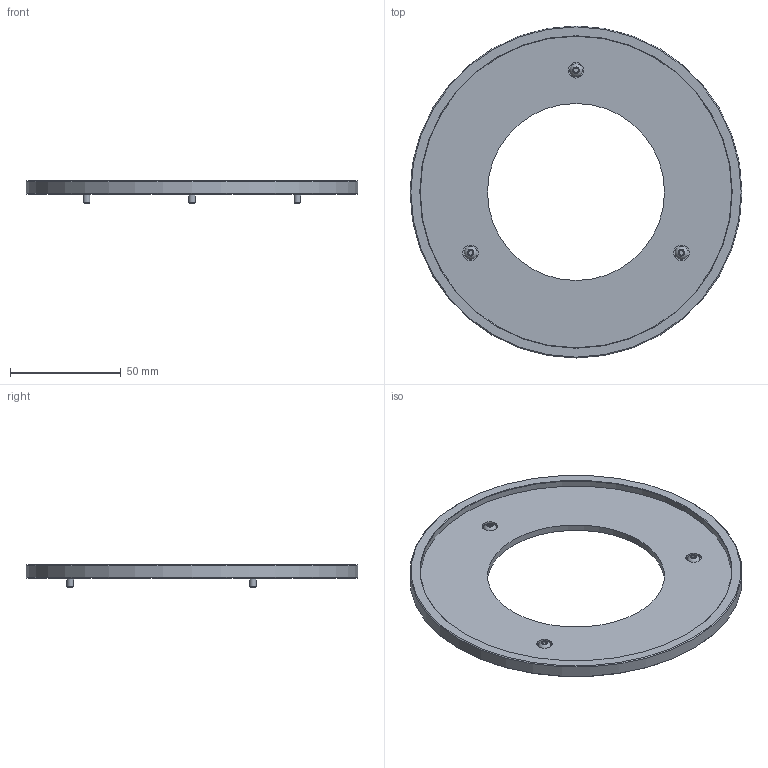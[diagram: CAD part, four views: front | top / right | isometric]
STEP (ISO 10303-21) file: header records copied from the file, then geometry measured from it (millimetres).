
FILE_DESCRIPTION(/* description */ (''),/* implementation_level */ '2;1');
FILE_NAME(/* name */ 'TurnTable_Standalone.step',/* time_stamp */ '2022-01-07T16:39:29-05:00',/* author */ (''),/* organization */ (''),/* preprocessor_version */ 'ST-DEVELOPER v18.1',/* originating_system */ 'Autodesk Translation Framework v10.10.0.1391',/* authorisation */ '');
FILE_SCHEMA (('AUTOMOTIVE_DESIGN { 1 0 10303 214 3 1 1 }'));
Length unit declared in the file: millimetre
Products named in the file (4): TurnTable_Standalone_Expo; TurnTable; TurnTable_Hardware; M3x6_BHCS
Assembly tree (5 placements, depth 3):
  TurnTable_Standalone_Expo
    TurnTable
    TurnTable_Hardware
      M3x6_BHCS  x3
Bounding box: 150 x 150 x 10 mm (x, y, z)
Volume: 44218 mm3; surface area: 30381 mm2
Topology: 4 solids, 4 shells, 78 faces, 135 edges, 78 vertices
Faces by surface type: plane 36, cone 24, cylinder 15, sphere 3
Full cylindrical faces by diameter (mm): 3 x3, 3.4 x3, 5.7 x3, 7 x3, 80 x1, 140.757 x1, 150 x1
Entity records: 1058 total; most frequent: DIRECTION 189, CARTESIAN_POINT 166, ORIENTED_EDGE 134, AXIS2_PLACEMENT_3D 81, EDGE_CURVE 67, EDGE_LOOP 53, VERTEX_POINT 40, FACE_OUTER_BOUND 38
